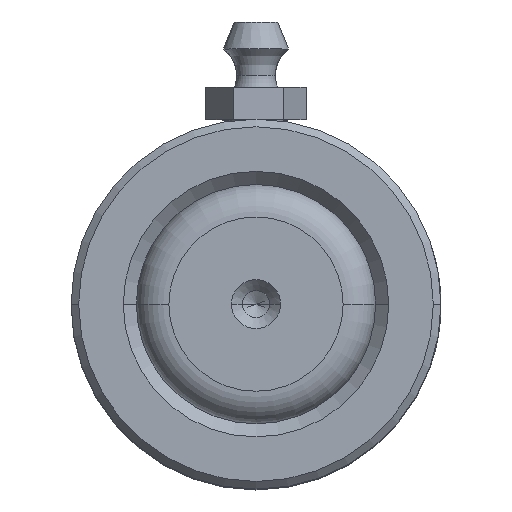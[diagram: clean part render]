
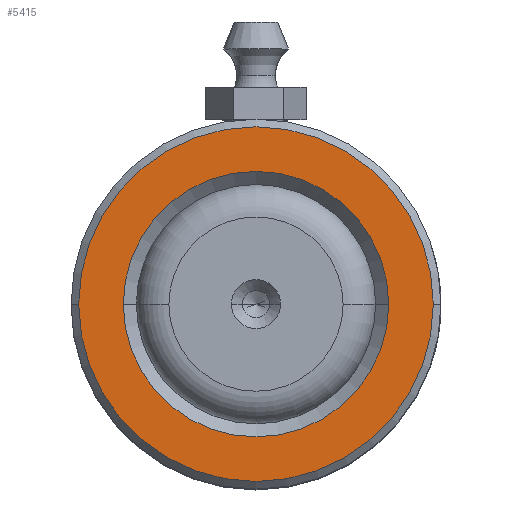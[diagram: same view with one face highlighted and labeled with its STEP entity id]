
A CAD part, top view. The second image highlights one B-rep face of the part: STEP entity #5415.
In plain terms, the highlighted planar face has unit normal (0, 0, 1).
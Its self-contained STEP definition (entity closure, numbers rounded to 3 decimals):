
#315 = ORIENTED_EDGE ( 'NONE', *, *, #7005, .T. ) ;
#337 = EDGE_CURVE ( 'NONE', #793, #7657, #4998, .T. ) ;
#387 = DIRECTION ( 'NONE',  ( 1., 0., 0. ) ) ;
#407 = DIRECTION ( 'NONE',  ( 0., 0., -1. ) ) ;
#607 = ORIENTED_EDGE ( 'NONE', *, *, #4529, .T. ) ;
#710 = ORIENTED_EDGE ( 'NONE', *, *, #6755, .T. ) ;
#793 = VERTEX_POINT ( 'NONE', #7160 ) ;
#968 = CIRCLE ( 'NONE', #1929, 16.3 ) ;
#1102 = CARTESIAN_POINT ( 'NONE',  ( -12.2, 0., 50. ) ) ;
#1224 = FACE_OUTER_BOUND ( 'NONE', #1736, .T. ) ;
#1384 = PLANE ( 'NONE',  #3531 ) ;
#1595 = DIRECTION ( 'NONE',  ( 0., 0., 1. ) ) ;
#1736 = EDGE_LOOP ( 'NONE', ( #5475, #315 ) ) ;
#1929 = AXIS2_PLACEMENT_3D ( 'NONE', #2514, #5732, #5033 ) ;
#2125 = VERTEX_POINT ( 'NONE', #1102 ) ;
#2377 = DIRECTION ( 'NONE',  ( 1., 0., 0. ) ) ;
#2464 = AXIS2_PLACEMENT_3D ( 'NONE', #2934, #7361, #387 ) ;
#2514 = CARTESIAN_POINT ( 'NONE',  ( 0., 0., 50. ) ) ;
#2524 = FACE_BOUND ( 'NONE', #4309, .T. ) ;
#2867 = DIRECTION ( 'NONE',  ( 1., 0., 0. ) ) ;
#2934 = CARTESIAN_POINT ( 'NONE',  ( 0., 0., 50. ) ) ;
#3040 = CARTESIAN_POINT ( 'NONE',  ( 0., 0., 50. ) ) ;
#3252 = DIRECTION ( 'NONE',  ( 0., 0., 1. ) ) ;
#3531 = AXIS2_PLACEMENT_3D ( 'NONE', #5148, #3252, #8243 ) ;
#3619 = CARTESIAN_POINT ( 'NONE',  ( 0., 0., 50. ) ) ;
#4125 = VERTEX_POINT ( 'NONE', #8207 ) ;
#4309 = EDGE_LOOP ( 'NONE', ( #710, #607 ) ) ;
#4322 = CARTESIAN_POINT ( 'NONE',  ( 16.3, 0., 50. ) ) ;
#4340 = AXIS2_PLACEMENT_3D ( 'NONE', #3619, #1595, #2867 ) ;
#4529 = EDGE_CURVE ( 'NONE', #2125, #4125, #6605, .T. ) ;
#4998 = CIRCLE ( 'NONE', #4340, 16.3 ) ;
#5033 = DIRECTION ( 'NONE',  ( 1., 0., 0. ) ) ;
#5148 = CARTESIAN_POINT ( 'NONE',  ( 0., 0., 50. ) ) ;
#5163 = CIRCLE ( 'NONE', #6194, 12.2 ) ;
#5415 = ADVANCED_FACE ( 'NONE', ( #1224, #2524 ), #1384, .T. ) ;
#5475 = ORIENTED_EDGE ( 'NONE', *, *, #337, .T. ) ;
#5732 = DIRECTION ( 'NONE',  ( 0., 0., 1. ) ) ;
#6194 = AXIS2_PLACEMENT_3D ( 'NONE', #3040, #407, #2377 ) ;
#6605 = CIRCLE ( 'NONE', #2464, 12.2 ) ;
#6755 = EDGE_CURVE ( 'NONE', #4125, #2125, #5163, .T. ) ;
#7005 = EDGE_CURVE ( 'NONE', #7657, #793, #968, .T. ) ;
#7160 = CARTESIAN_POINT ( 'NONE',  ( -16.3, 0., 50. ) ) ;
#7361 = DIRECTION ( 'NONE',  ( 0., 0., -1. ) ) ;
#7657 = VERTEX_POINT ( 'NONE', #4322 ) ;
#8207 = CARTESIAN_POINT ( 'NONE',  ( 12.2, 0., 50. ) ) ;
#8243 = DIRECTION ( 'NONE',  ( 1., 0., 0. ) ) ;
